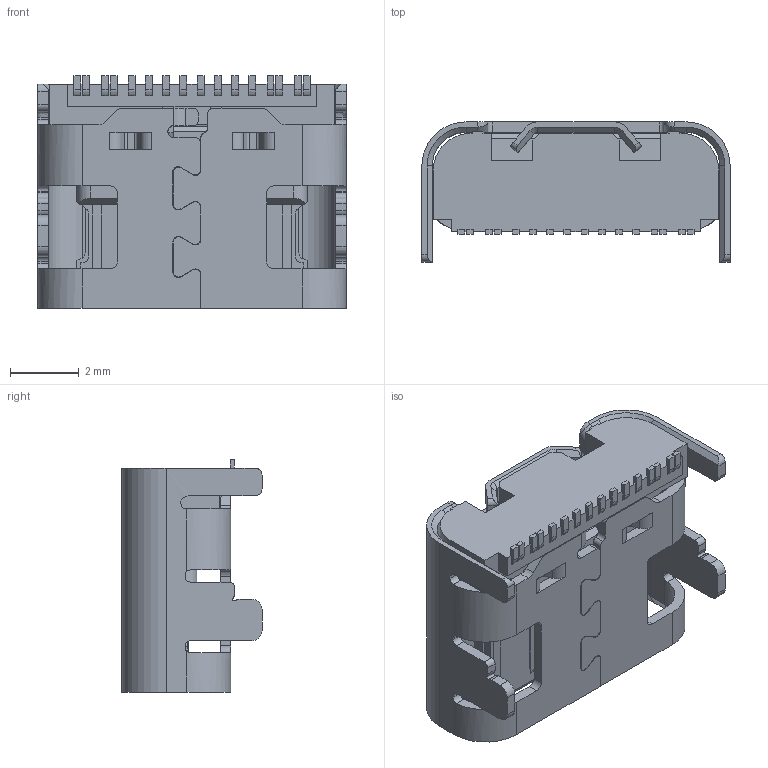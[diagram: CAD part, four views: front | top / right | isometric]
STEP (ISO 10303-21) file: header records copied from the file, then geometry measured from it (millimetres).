
FILE_DESCRIPTION (( 'STEP AP214' ), '1' );
FILE_NAME ('USB-C_Molex_2171790001.STEP', '2023-01-11T15:24:53', ( '' ), ( '' ), 'SwSTEP 2.0', 'SolidWorks 2018', '' );
FILE_SCHEMA (( 'AUTOMOTIVE_DESIGN' ));
Length unit declared in the file: millimetre
Products named in the file (1): USB-C_Molex_2171790001
Bounding box: 8.94 x 4.06 x 6.75 mm (x, y, z)
Volume: 95.6 mm3; surface area: 430.7 mm2
Topology: 1 solids, 1 shells, 667 faces, 1968 edges, 1279 vertices
Faces by surface type: plane 470, cylinder 180, cone 13, bspline 4
Entity records: 26703 total; most frequent: CARTESIAN_POINT 4712, ORIENTED_EDGE 3936, DIRECTION 3524, EDGE_CURVE 1968, VECTOR 1494, LINE 1494, VERTEX_POINT 1279, AXIS2_PLACEMENT_3D 1015
